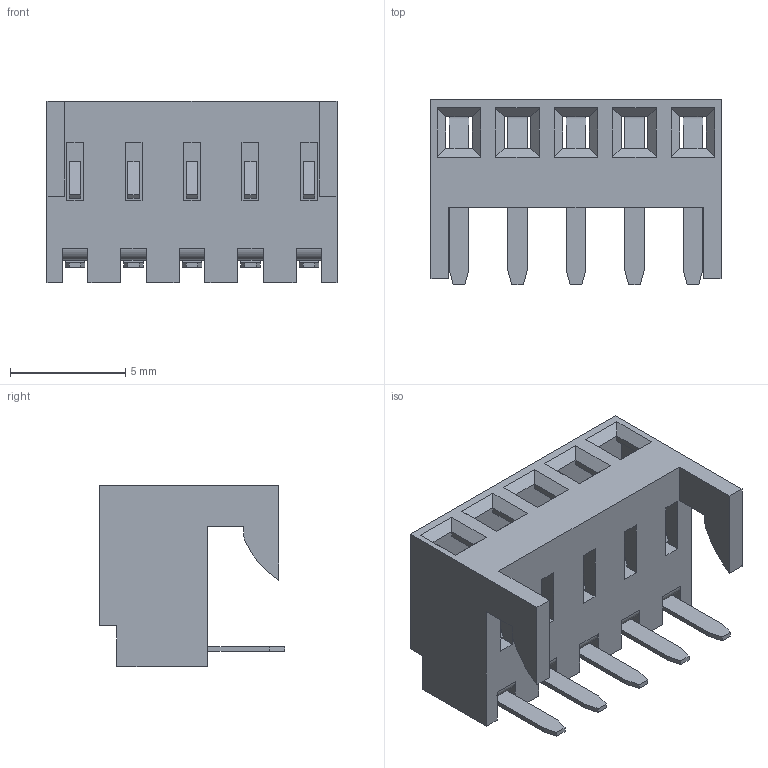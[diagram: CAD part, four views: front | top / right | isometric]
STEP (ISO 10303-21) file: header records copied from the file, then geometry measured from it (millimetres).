
FILE_DESCRIPTION(('STEP AP242'),'1');
FILE_NAME('0022152056.stp','2025-05-28T20:42:05',('TraceParts'),('TraceParts S.A.'),'Spatial InterOp 3D',' ',' ');
FILE_SCHEMA(('AP242_MANAGED_MODEL_BASED_3D_ENGINEERING_MIM_LF {1 0 10303 442 1 1 4}'));
Length unit declared in the file: millimetre
Products named in the file (1): 022152056
Bounding box: 12.6 x 8.05 x 7.87 mm (x, y, z)
Volume: 205.5 mm3; surface area: 796.4 mm2
Topology: 1 solids, 1 shells, 271 faces, 770 edges, 506 vertices
Faces by surface type: plane 202, cylinder 69
Entity records: 8754 total; most frequent: CARTESIAN_POINT 1539, ORIENTED_EDGE 1520, DIRECTION 1464, EDGE_CURVE 760, LINE 622, VECTOR 622, VERTEX_POINT 496, AXIS2_PLACEMENT_3D 421
